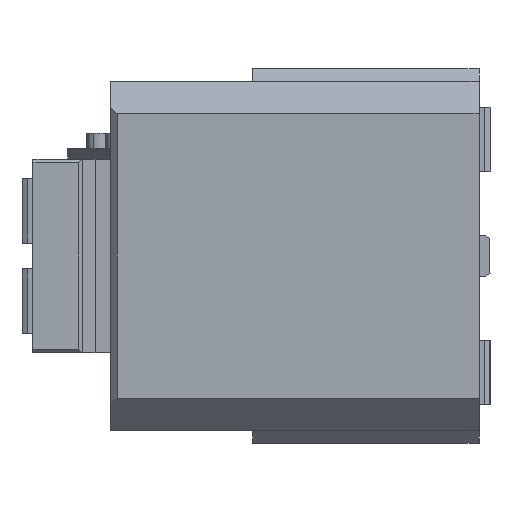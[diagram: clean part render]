
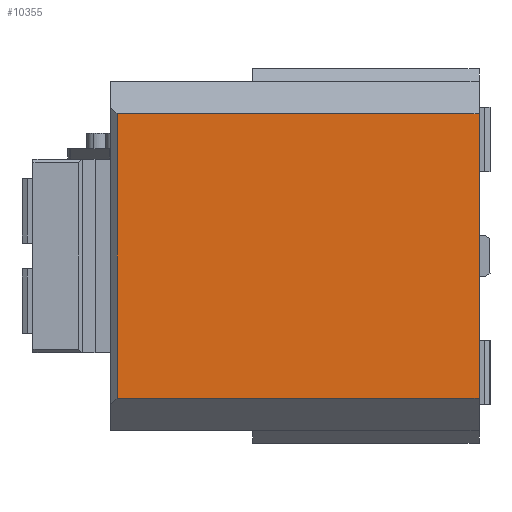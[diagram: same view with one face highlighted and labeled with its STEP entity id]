
A CAD part, left-side view. The second image highlights one B-rep face of the part: STEP entity #10355.
In plain terms, the highlighted planar face has unit normal (-1, 0, 0).
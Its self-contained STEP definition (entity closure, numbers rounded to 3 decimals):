
#9306=CARTESIAN_POINT('Vertex',(0.,0.,110.)) ;
#9309=CARTESIAN_POINT('Line Origine',(0.,0.,0.)) ;
#9313=CARTESIAN_POINT('Vertex',(0.,0.,-110.)) ;
#10305=CARTESIAN_POINT('Line Origine',(0.,140.,110.)) ;
#10309=CARTESIAN_POINT('Vertex',(0.,280.,110.)) ;
#10332=CARTESIAN_POINT('Axis2P3D Location',(0.,300.,-110.)) ;
#10337=CARTESIAN_POINT('Line Origine',(0.,280.,0.)) ;
#10341=CARTESIAN_POINT('Vertex',(0.,280.,-110.)) ;
#10344=CARTESIAN_POINT('Line Origine',(0.,140.,-110.)) ;
#9310=DIRECTION('Vector Direction',(0.,0.,-1.)) ;
#10306=DIRECTION('Vector Direction',(0.,-1.,0.)) ;
#10333=DIRECTION('Axis2P3D Direction',(1.,0.,0.)) ;
#10334=DIRECTION('Axis2P3D XDirection',(0.,0.,-1.)) ;
#10338=DIRECTION('Vector Direction',(0.,0.,-1.)) ;
#10345=DIRECTION('Vector Direction',(0.,-1.,0.)) ;
#10335=AXIS2_PLACEMENT_3D('Plane Axis2P3D',#10332,#10333,#10334) ;
#10350=ORIENTED_EDGE('',*,*,#9315,.F.) ;
#10351=ORIENTED_EDGE('',*,*,#10311,.F.) ;
#10352=ORIENTED_EDGE('',*,*,#10343,.T.) ;
#10353=ORIENTED_EDGE('',*,*,#10348,.T.) ;
#9311=VECTOR('Line Direction',#9310,1.) ;
#10307=VECTOR('Line Direction',#10306,1.) ;
#10339=VECTOR('Line Direction',#10338,1.) ;
#10346=VECTOR('Line Direction',#10345,1.) ;
#10355=ADVANCED_FACE('CAM HOLDER',(#10354),#10336,.F.) ;
#9315=EDGE_CURVE('',#9307,#9314,#9312,.T.) ;
#10311=EDGE_CURVE('',#10310,#9307,#10308,.T.) ;
#10343=EDGE_CURVE('',#10310,#10342,#10340,.T.) ;
#10348=EDGE_CURVE('',#10342,#9314,#10347,.T.) ;
#10349=EDGE_LOOP('',(#10350,#10351,#10352,#10353)) ;
#10354=FACE_OUTER_BOUND('',#10349,.T.) ;
#9312=LINE('Line',#9309,#9311) ;
#10308=LINE('Line',#10305,#10307) ;
#10340=LINE('Line',#10337,#10339) ;
#10347=LINE('Line',#10344,#10346) ;
#10336=PLANE('Plane',#10335) ;
#9307=VERTEX_POINT('',#9306) ;
#9314=VERTEX_POINT('',#9313) ;
#10310=VERTEX_POINT('',#10309) ;
#10342=VERTEX_POINT('',#10341) ;
